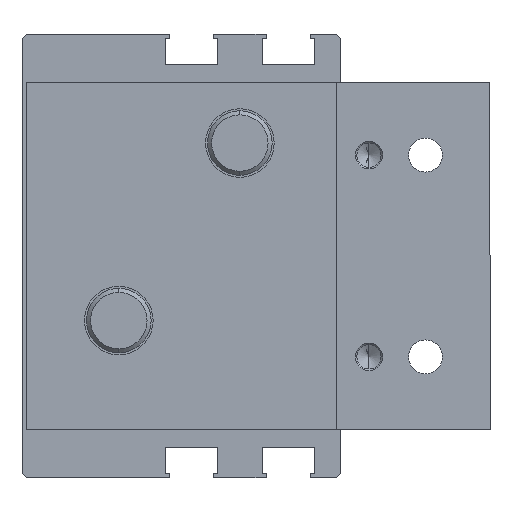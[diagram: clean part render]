
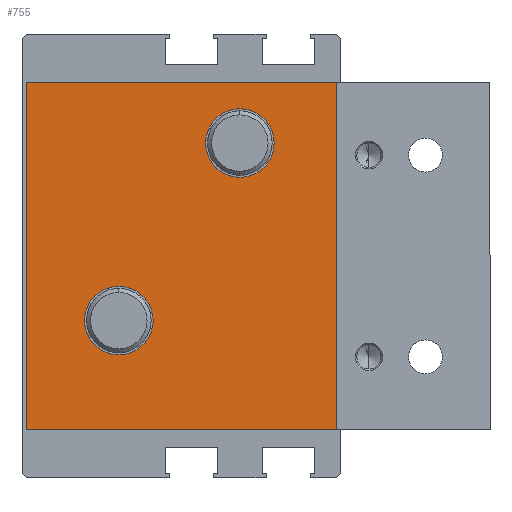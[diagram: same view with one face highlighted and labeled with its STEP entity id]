
A CAD part, left-side view. The second image highlights one B-rep face of the part: STEP entity #755.
In plain terms, the highlighted face is planar.
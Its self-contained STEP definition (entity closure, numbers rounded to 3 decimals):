
#486 = VERTEX_POINT ( 'NONE', #2567 ) ;
#488 = EDGE_CURVE ( 'NONE', #486, #489, #2566, .T. ) ;
#489 = VERTEX_POINT ( 'NONE', #2561 ) ;
#553 = VERTEX_POINT ( 'NONE', #2694 ) ;
#555 = EDGE_CURVE ( 'NONE', #553, #556, #2693, .T. ) ;
#556 = VERTEX_POINT ( 'NONE', #2688 ) ;
#652 = VERTEX_POINT ( 'NONE', #2892 ) ;
#654 = EDGE_CURVE ( 'NONE', #652, #729, #2891, .T. ) ;
#695 = VERTEX_POINT ( 'NONE', #2949 ) ;
#697 = EDGE_CURVE ( 'NONE', #698, #695, #2948, .T. ) ;
#698 = VERTEX_POINT ( 'NONE', #2944 ) ;
#729 = VERTEX_POINT ( 'NONE', #3029 ) ;
#741 = EDGE_CURVE ( 'NONE', #695, #729, #3020, .T. ) ;
#742 = ORIENTED_EDGE ( 'NONE', *, *, #654, .F. ) ;
#743 = ORIENTED_EDGE ( 'NONE', *, *, #744, .F. ) ;
#744 = EDGE_CURVE ( 'NONE', #698, #652, #3012, .T. ) ;
#745 = ORIENTED_EDGE ( 'NONE', *, *, #697, .T. ) ;
#755 = ADVANCED_FACE ( 'NONE', ( #3064, #3063, #3062 ), #3061, .F. ) ;
#756 = EDGE_LOOP ( 'NONE', ( #757, #759 ) ) ;
#757 = ORIENTED_EDGE ( 'NONE', *, *, #758, .F. ) ;
#758 = EDGE_CURVE ( 'NONE', #489, #486, #3056, .T. ) ;
#759 = ORIENTED_EDGE ( 'NONE', *, *, #488, .F. ) ;
#760 = EDGE_LOOP ( 'NONE', ( #761, #763 ) ) ;
#761 = ORIENTED_EDGE ( 'NONE', *, *, #762, .F. ) ;
#762 = EDGE_CURVE ( 'NONE', #556, #553, #3051, .T. ) ;
#763 = ORIENTED_EDGE ( 'NONE', *, *, #555, .F. ) ;
#764 = EDGE_LOOP ( 'NONE', ( #765, #742, #743, #745 ) ) ;
#765 = ORIENTED_EDGE ( 'NONE', *, *, #741, .T. ) ;
#2561 = CARTESIAN_POINT ( 'NONE',  ( 13., 31., -18.25 ) ) ;
#2562 = DIRECTION ( 'NONE',  ( 0., 0., -1. ) ) ;
#2563 = DIRECTION ( 'NONE',  ( 1., 0., 0. ) ) ;
#2564 = CARTESIAN_POINT ( 'NONE',  ( 13., 31., -14. ) ) ;
#2565 = AXIS2_PLACEMENT_3D ( 'NONE', #2564, #2563, #2562 ) ;
#2566 = CIRCLE ( 'NONE', #2565, 4.25 ) ;
#2567 = CARTESIAN_POINT ( 'NONE',  ( 13., 31., -9.75 ) ) ;
#2688 = CARTESIAN_POINT ( 'NONE',  ( 13., 46., 3.75 ) ) ;
#2689 = DIRECTION ( 'NONE',  ( 0., 0., -1. ) ) ;
#2690 = DIRECTION ( 'NONE',  ( 1., 0., 0. ) ) ;
#2691 = CARTESIAN_POINT ( 'NONE',  ( 13., 46., 8. ) ) ;
#2692 = AXIS2_PLACEMENT_3D ( 'NONE', #2691, #2690, #2689 ) ;
#2693 = CIRCLE ( 'NONE', #2692, 4.25 ) ;
#2694 = CARTESIAN_POINT ( 'NONE',  ( 13., 46., 12.25 ) ) ;
#2888 = DIRECTION ( 'NONE',  ( 0., 0., -1. ) ) ;
#2889 = VECTOR ( 'NONE', #2888, 1000. ) ;
#2890 = CARTESIAN_POINT ( 'NONE',  ( 13., 57.5, 21.5 ) ) ;
#2891 = LINE ( 'NONE', #2890, #2889 ) ;
#2892 = CARTESIAN_POINT ( 'NONE',  ( 13., 57.5, 21.5 ) ) ;
#2944 = CARTESIAN_POINT ( 'NONE',  ( 13., 19., 21.5 ) ) ;
#2945 = DIRECTION ( 'NONE',  ( 0., 0., -1. ) ) ;
#2946 = VECTOR ( 'NONE', #2945, 1000. ) ;
#2947 = CARTESIAN_POINT ( 'NONE',  ( 13., 19., 21.5 ) ) ;
#2948 = LINE ( 'NONE', #2947, #2946 ) ;
#2949 = CARTESIAN_POINT ( 'NONE',  ( 13., 19., -21.5 ) ) ;
#3009 = DIRECTION ( 'NONE',  ( 0., 1., 0. ) ) ;
#3010 = VECTOR ( 'NONE', #3009, 1000. ) ;
#3011 = CARTESIAN_POINT ( 'NONE',  ( 13., 57.5, 21.5 ) ) ;
#3012 = LINE ( 'NONE', #3011, #3010 ) ;
#3013 = DIRECTION ( 'NONE',  ( 0., 1., 0. ) ) ;
#3014 = VECTOR ( 'NONE', #3013, 1000. ) ;
#3015 = CARTESIAN_POINT ( 'NONE',  ( 13., 57.5, -21.5 ) ) ;
#3020 = LINE ( 'NONE', #3015, #3014 ) ;
#3029 = CARTESIAN_POINT ( 'NONE',  ( 13., 57.5, -21.5 ) ) ;
#3047 = DIRECTION ( 'NONE',  ( 0., 0., -1. ) ) ;
#3048 = DIRECTION ( 'NONE',  ( 1., 0., 0. ) ) ;
#3049 = CARTESIAN_POINT ( 'NONE',  ( 13., 46., 8. ) ) ;
#3050 = AXIS2_PLACEMENT_3D ( 'NONE', #3049, #3048, #3047 ) ;
#3051 = CIRCLE ( 'NONE', #3050, 4.25 ) ;
#3052 = DIRECTION ( 'NONE',  ( 0., 0., -1. ) ) ;
#3053 = DIRECTION ( 'NONE',  ( 1., 0., 0. ) ) ;
#3054 = CARTESIAN_POINT ( 'NONE',  ( 13., 31., -14. ) ) ;
#3055 = AXIS2_PLACEMENT_3D ( 'NONE', #3054, #3053, #3052 ) ;
#3056 = CIRCLE ( 'NONE', #3055, 4.25 ) ;
#3057 = DIRECTION ( 'NONE',  ( 0., 0., 1. ) ) ;
#3058 = DIRECTION ( 'NONE',  ( -1., 0., 0. ) ) ;
#3059 = CARTESIAN_POINT ( 'NONE',  ( 13., 57.5, 21.5 ) ) ;
#3060 = AXIS2_PLACEMENT_3D ( 'NONE', #3059, #3058, #3057 ) ;
#3061 = PLANE ( 'NONE',  #3060 ) ;
#3062 = FACE_OUTER_BOUND ( 'NONE', #764, .T. ) ;
#3063 = FACE_BOUND ( 'NONE', #760, .T. ) ;
#3064 = FACE_BOUND ( 'NONE', #756, .T. ) ;
